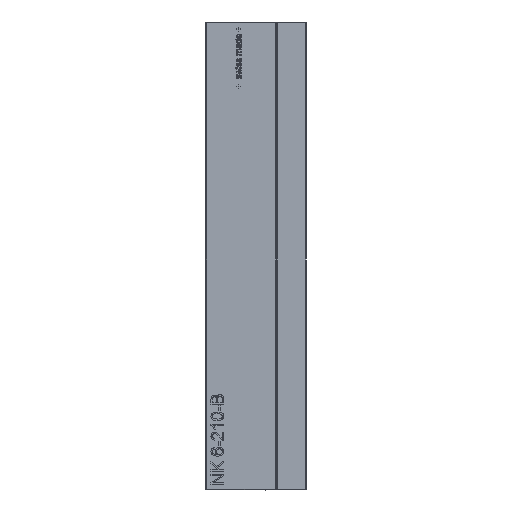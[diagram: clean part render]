
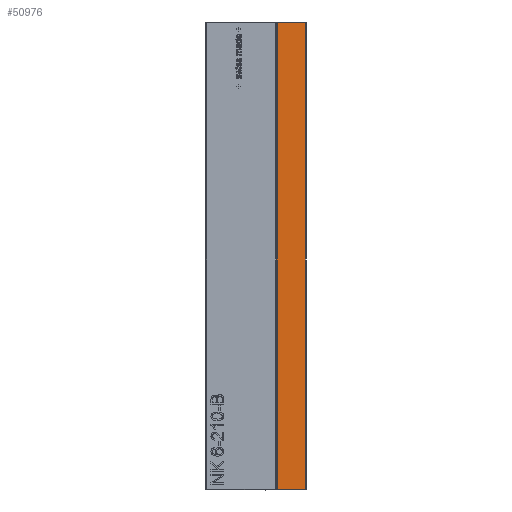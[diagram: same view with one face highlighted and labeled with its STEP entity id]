
A CAD part, left-side view. The second image highlights one B-rep face of the part: STEP entity #50976.
In plain terms, the highlighted planar face has unit normal (-1, 0, 0).
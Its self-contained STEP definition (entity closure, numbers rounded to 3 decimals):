
#50734 = EDGE_CURVE('',#50735,#50737,#50739,.T.);
#50735 = VERTEX_POINT('',#50736);
#50736 = CARTESIAN_POINT('',(-50.,13.,0.3));
#50737 = VERTEX_POINT('',#50738);
#50738 = CARTESIAN_POINT('',(-50.,13.,209.7));
#50739 = SURFACE_CURVE('',#50740,(#50744,#50756),.PCURVE_S1.);
#50740 = LINE('',#50741,#50742);
#50741 = CARTESIAN_POINT('',(-50.,13.,0.));
#50742 = VECTOR('',#50743,1.);
#50743 = DIRECTION('',(0.,0.,1.));
#50744 = PCURVE('',#50745,#50750);
#50745 = PLANE('',#50746);
#50746 = AXIS2_PLACEMENT_3D('',#50747,#50748,#50749);
#50747 = CARTESIAN_POINT('',(-22.99,13.,0.));
#50748 = DIRECTION('',(0.,-1.,0.));
#50749 = DIRECTION('',(-1.,0.,0.));
#50750 = DEFINITIONAL_REPRESENTATION('',(#50751),#50755);
#50751 = LINE('',#50752,#50753);
#50752 = CARTESIAN_POINT('',(27.01,0.));
#50753 = VECTOR('',#50754,1.);
#50754 = DIRECTION('',(0.,-1.));
#50755 = ( GEOMETRIC_REPRESENTATION_CONTEXT(2) 
PARAMETRIC_REPRESENTATION_CONTEXT() REPRESENTATION_CONTEXT('2D SPACE',''
  ) );
#50756 = PCURVE('',#50757,#50762);
#50757 = PLANE('',#50758);
#50758 = AXIS2_PLACEMENT_3D('',#50759,#50760,#50761);
#50759 = CARTESIAN_POINT('',(-50.,0.,0.));
#50760 = DIRECTION('',(-1.,0.,0.));
#50761 = DIRECTION('',(0.,1.,0.));
#50762 = DEFINITIONAL_REPRESENTATION('',(#50763),#50767);
#50763 = LINE('',#50764,#50765);
#50764 = CARTESIAN_POINT('',(13.,0.));
#50765 = VECTOR('',#50766,1.);
#50766 = DIRECTION('',(0.,-1.));
#50767 = ( GEOMETRIC_REPRESENTATION_CONTEXT(2) 
PARAMETRIC_REPRESENTATION_CONTEXT() REPRESENTATION_CONTEXT('2D SPACE',''
  ) );
#50785 = PLANE('',#50786);
#50786 = AXIS2_PLACEMENT_3D('',#50787,#50788,#50789);
#50787 = CARTESIAN_POINT('',(-49.85,0.,0.15));
#50788 = DIRECTION('',(0.707,0.,
    0.707));
#50789 = DIRECTION('',(0.,-1.,0.));
#50895 = PLANE('',#50896);
#50896 = AXIS2_PLACEMENT_3D('',#50897,#50898,#50899);
#50897 = CARTESIAN_POINT('',(-49.85,0.,209.85));
#50898 = DIRECTION('',(-0.707,0.,
    0.707));
#50899 = DIRECTION('',(0.,-1.,0.));
#50976 = ADVANCED_FACE('',(#50977),#50757,.T.);
#50977 = FACE_BOUND('',#50978,.T.);
#50978 = EDGE_LOOP('',(#50979,#50980,#51003,#51031));
#50979 = ORIENTED_EDGE('',*,*,#50734,.F.);
#50980 = ORIENTED_EDGE('',*,*,#50981,.F.);
#50981 = EDGE_CURVE('',#50982,#50735,#50984,.T.);
#50982 = VERTEX_POINT('',#50983);
#50983 = CARTESIAN_POINT('',(-50.,0.3,0.3));
#50984 = SURFACE_CURVE('',#50985,(#50989,#50996),.PCURVE_S1.);
#50985 = LINE('',#50986,#50987);
#50986 = CARTESIAN_POINT('',(-50.,0.,0.3));
#50987 = VECTOR('',#50988,1.);
#50988 = DIRECTION('',(0.,1.,0.));
#50989 = PCURVE('',#50757,#50990);
#50990 = DEFINITIONAL_REPRESENTATION('',(#50991),#50995);
#50991 = LINE('',#50992,#50993);
#50992 = CARTESIAN_POINT('',(0.,-0.3));
#50993 = VECTOR('',#50994,1.);
#50994 = DIRECTION('',(1.,0.));
#50995 = ( GEOMETRIC_REPRESENTATION_CONTEXT(2) 
PARAMETRIC_REPRESENTATION_CONTEXT() REPRESENTATION_CONTEXT('2D SPACE',''
  ) );
#50996 = PCURVE('',#50785,#50997);
#50997 = DEFINITIONAL_REPRESENTATION('',(#50998),#51002);
#50998 = LINE('',#50999,#51000);
#50999 = CARTESIAN_POINT('',(0.,-0.212));
#51000 = VECTOR('',#51001,1.);
#51001 = DIRECTION('',(-1.,0.));
#51002 = ( GEOMETRIC_REPRESENTATION_CONTEXT(2) 
PARAMETRIC_REPRESENTATION_CONTEXT() REPRESENTATION_CONTEXT('2D SPACE',''
  ) );
#51003 = ORIENTED_EDGE('',*,*,#51004,.T.);
#51004 = EDGE_CURVE('',#50982,#51005,#51007,.T.);
#51005 = VERTEX_POINT('',#51006);
#51006 = CARTESIAN_POINT('',(-50.,0.3,209.7));
#51007 = SURFACE_CURVE('',#51008,(#51012,#51019),.PCURVE_S1.);
#51008 = LINE('',#51009,#51010);
#51009 = CARTESIAN_POINT('',(-50.,0.3,0.));
#51010 = VECTOR('',#51011,1.);
#51011 = DIRECTION('',(0.,0.,1.));
#51012 = PCURVE('',#50757,#51013);
#51013 = DEFINITIONAL_REPRESENTATION('',(#51014),#51018);
#51014 = LINE('',#51015,#51016);
#51015 = CARTESIAN_POINT('',(0.3,0.));
#51016 = VECTOR('',#51017,1.);
#51017 = DIRECTION('',(0.,-1.));
#51018 = ( GEOMETRIC_REPRESENTATION_CONTEXT(2) 
PARAMETRIC_REPRESENTATION_CONTEXT() REPRESENTATION_CONTEXT('2D SPACE',''
  ) );
#51019 = PCURVE('',#51020,#51025);
#51020 = PLANE('',#51021);
#51021 = AXIS2_PLACEMENT_3D('',#51022,#51023,#51024);
#51022 = CARTESIAN_POINT('',(-49.85,0.15,0.));
#51023 = DIRECTION('',(0.707,0.707,
    0.));
#51024 = DIRECTION('',(0.,0.,1.));
#51025 = DEFINITIONAL_REPRESENTATION('',(#51026),#51030);
#51026 = LINE('',#51027,#51028);
#51027 = CARTESIAN_POINT('',(0.,-0.212));
#51028 = VECTOR('',#51029,1.);
#51029 = DIRECTION('',(1.,0.));
#51030 = ( GEOMETRIC_REPRESENTATION_CONTEXT(2) 
PARAMETRIC_REPRESENTATION_CONTEXT() REPRESENTATION_CONTEXT('2D SPACE',''
  ) );
#51031 = ORIENTED_EDGE('',*,*,#51032,.T.);
#51032 = EDGE_CURVE('',#51005,#50737,#51033,.T.);
#51033 = SURFACE_CURVE('',#51034,(#51038,#51045),.PCURVE_S1.);
#51034 = LINE('',#51035,#51036);
#51035 = CARTESIAN_POINT('',(-50.,0.,209.7));
#51036 = VECTOR('',#51037,1.);
#51037 = DIRECTION('',(0.,1.,0.));
#51038 = PCURVE('',#50757,#51039);
#51039 = DEFINITIONAL_REPRESENTATION('',(#51040),#51044);
#51040 = LINE('',#51041,#51042);
#51041 = CARTESIAN_POINT('',(0.,-209.7));
#51042 = VECTOR('',#51043,1.);
#51043 = DIRECTION('',(1.,0.));
#51044 = ( GEOMETRIC_REPRESENTATION_CONTEXT(2) 
PARAMETRIC_REPRESENTATION_CONTEXT() REPRESENTATION_CONTEXT('2D SPACE',''
  ) );
#51045 = PCURVE('',#50895,#51046);
#51046 = DEFINITIONAL_REPRESENTATION('',(#51047),#51051);
#51047 = LINE('',#51048,#51049);
#51048 = CARTESIAN_POINT('',(0.,-0.212));
#51049 = VECTOR('',#51050,1.);
#51050 = DIRECTION('',(-1.,0.));
#51051 = ( GEOMETRIC_REPRESENTATION_CONTEXT(2) 
PARAMETRIC_REPRESENTATION_CONTEXT() REPRESENTATION_CONTEXT('2D SPACE',''
  ) );
